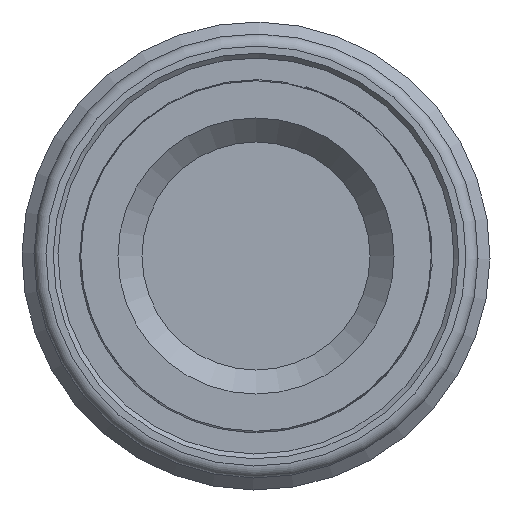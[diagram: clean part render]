
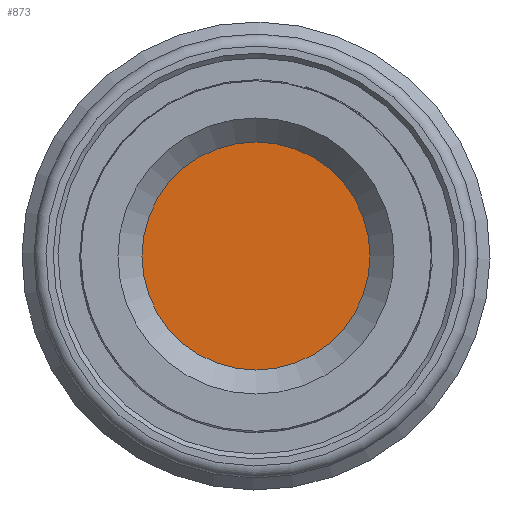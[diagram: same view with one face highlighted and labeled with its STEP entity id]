
A CAD part, left-side view. The second image highlights one B-rep face of the part: STEP entity #873.
In plain terms, the highlighted planar face has unit normal (-1, 0, 0).
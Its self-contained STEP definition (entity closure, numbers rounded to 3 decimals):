
#218=FACE_OUTER_BOUND('',#278,.T.);
#278=EDGE_LOOP('',(#616));
#350=CIRCLE('',#951,4.75);
#422=VERTEX_POINT('',#1394);
#496=EDGE_CURVE('',#422,#422,#350,.T.);
#616=ORIENTED_EDGE('',*,*,#496,.F.);
#856=PLANE('',#950);
#873=ADVANCED_FACE('',(#218),#856,.T.);
#950=AXIS2_PLACEMENT_3D('',#1393,#1084,#1085);
#951=AXIS2_PLACEMENT_3D('',#1395,#1086,#1087);
#1084=DIRECTION('center_axis',(-1.,0.,0.));
#1085=DIRECTION('ref_axis',(0.,0.,1.));
#1086=DIRECTION('center_axis',(1.,0.,0.));
#1087=DIRECTION('ref_axis',(0.,0.,1.));
#1393=CARTESIAN_POINT('Origin',(23.27,0.,0.));
#1394=CARTESIAN_POINT('',(23.27,0.,-4.75));
#1395=CARTESIAN_POINT('Origin',(23.27,0.,0.));
